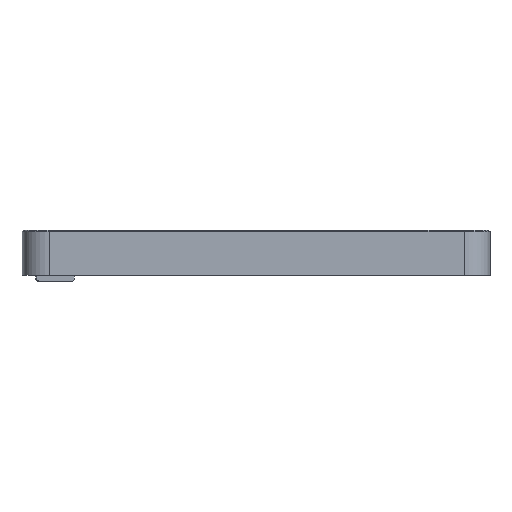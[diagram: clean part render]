
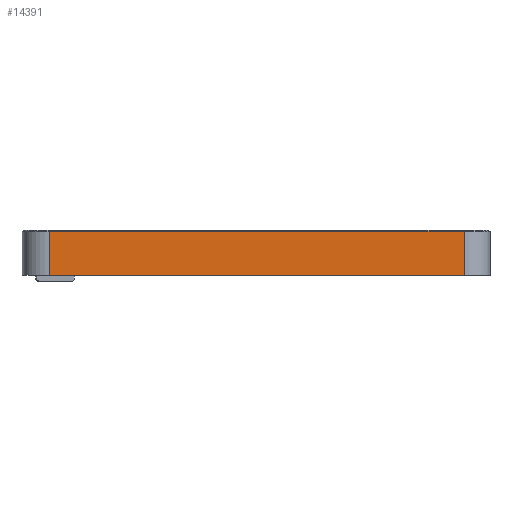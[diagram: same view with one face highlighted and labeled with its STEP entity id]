
A CAD part, left-side view. The second image highlights one B-rep face of the part: STEP entity #14391.
In plain terms, the highlighted planar face has unit normal (-1, 0, 0).
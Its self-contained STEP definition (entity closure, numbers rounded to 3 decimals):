
#951=FACE_OUTER_BOUND('',#1877,.T.);
#1877=EDGE_LOOP('',(#9663,#9664,#9665,#9666));
#2847=LINE('',#20775,#4489);
#2906=LINE('',#20933,#4548);
#2907=LINE('',#20937,#4549);
#2908=LINE('',#20938,#4550);
#4489=VECTOR('',#16602,10.);
#4548=VECTOR('',#16765,10.);
#4549=VECTOR('',#16770,4.);
#4550=VECTOR('',#16771,10.);
#6125=VERTEX_POINT('',#20765);
#6127=VERTEX_POINT('',#20771);
#6175=VERTEX_POINT('',#20932);
#6176=VERTEX_POINT('',#20936);
#7391=EDGE_CURVE('',#6125,#6127,#2847,.T.);
#7470=EDGE_CURVE('',#6127,#6175,#2906,.T.);
#7472=EDGE_CURVE('',#6176,#6125,#2907,.T.);
#7473=EDGE_CURVE('',#6175,#6176,#2908,.T.);
#9663=ORIENTED_EDGE('',*,*,#7391,.F.);
#9664=ORIENTED_EDGE('',*,*,#7472,.F.);
#9665=ORIENTED_EDGE('',*,*,#7473,.F.);
#9666=ORIENTED_EDGE('',*,*,#7470,.F.);
#13796=PLANE('',#15363);
#14391=ADVANCED_FACE('',(#951),#13796,.F.);
#15363=AXIS2_PLACEMENT_3D('',#20935,#16768,#16769);
#16602=DIRECTION('',(0.,-1.,0.));
#16765=DIRECTION('',(0.,0.,-1.));
#16768=DIRECTION('center_axis',(1.,0.,0.));
#16769=DIRECTION('ref_axis',(0.,-1.,0.));
#16770=DIRECTION('',(0.,0.,1.));
#16771=DIRECTION('',(0.,1.,0.));
#20765=CARTESIAN_POINT('',(-31.162,31.778,3.295));
#20771=CARTESIAN_POINT('',(-31.162,-32.261,3.295));
#20775=CARTESIAN_POINT('',(-31.162,24.626,3.295));
#20932=CARTESIAN_POINT('',(-31.162,-32.261,-3.505));
#20933=CARTESIAN_POINT('',(-31.162,-32.261,0.495));
#20935=CARTESIAN_POINT('Origin',(-31.162,54.488,3.495));
#20936=CARTESIAN_POINT('',(-31.162,31.778,-3.505));
#20937=CARTESIAN_POINT('',(-31.162,31.778,3.495));
#20938=CARTESIAN_POINT('',(-31.162,24.626,-3.505));
